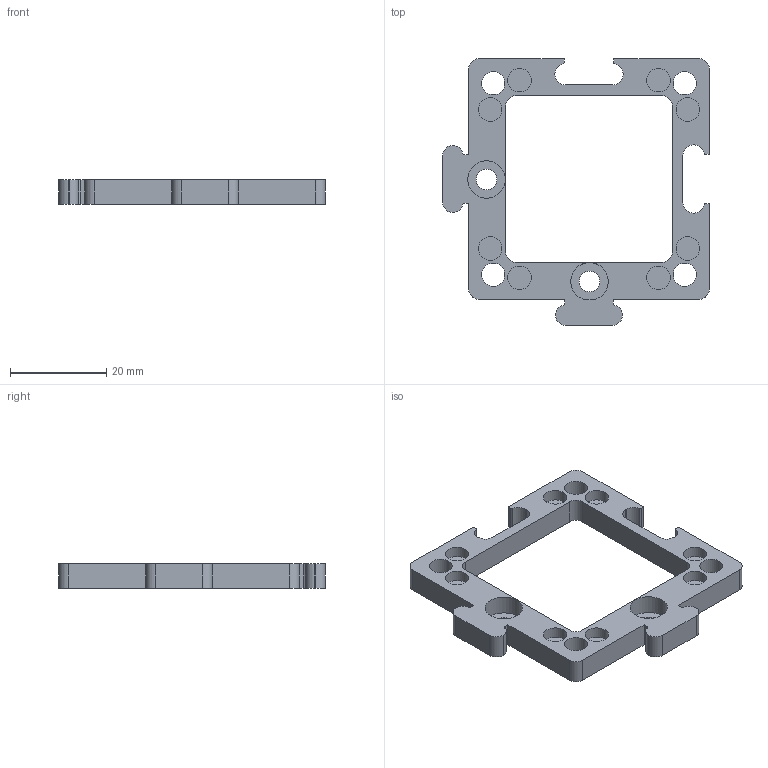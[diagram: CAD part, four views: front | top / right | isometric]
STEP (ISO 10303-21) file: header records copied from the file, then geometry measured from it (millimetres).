
FILE_DESCRIPTION(/* description */ (''),/* implementation_level */ '2;1');
FILE_NAME(/* name */ '20_Cube_Insert_Beamsplittercube_Baseplate.ipt.step',/* time_stamp */ '2022-11-29T07:56:40+01:00',/* author */ ('diederichbenedict'),/* organization */ (''),/* preprocessor_version */ 'ST-DEVELOPER v18.1',/* originating_system */ 'Autodesk Inventor 2022',/* authorisation */ '');
FILE_SCHEMA (('AUTOMOTIVE_DESIGN { 1 0 10303 214 3 1 1 }'));
Length unit declared in the file: millimetre
Products named in the file (1): 10_Base_v2
Bounding box: 55.4 x 55.4 x 5.1 mm (x, y, z)
Volume: 5110.2 mm3; surface area: 5509 mm2
Topology: 1 solids, 1 shells, 109 faces, 267 edges, 178 vertices
Faces by surface type: cylinder 56, plane 53
Full cylindrical faces by diameter (mm): 4.3 x2, 4.8 x4, 4.9 x16, 7.8 x1
Entity records: 3322 total; most frequent: DIRECTION 599, CARTESIAN_POINT 555, ORIENTED_EDGE 534, EDGE_CURVE 267, AXIS2_PLACEMENT_3D 222, VERTEX_POINT 178, LINE 155, VECTOR 155
